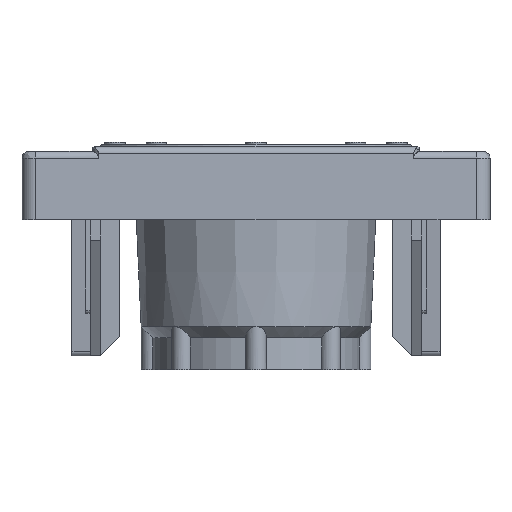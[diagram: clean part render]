
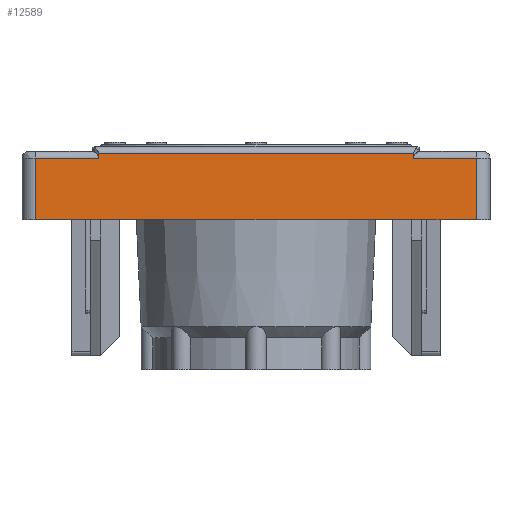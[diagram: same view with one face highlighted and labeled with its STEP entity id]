
A CAD part, front view. The second image highlights one B-rep face of the part: STEP entity #12589.
In plain terms, the highlighted planar face has unit normal (0, -0.999, 0.035).
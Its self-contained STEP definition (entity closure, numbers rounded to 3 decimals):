
#81=ELLIPSE('',#13226,85.961,3.);
#82=ELLIPSE('',#13229,85.961,3.);
#701=PLANE('',#13228);
#1221=FACE_OUTER_BOUND('',#1927,.T.);
#1927=EDGE_LOOP('',(#9488,#9489,#9490,#9491,#9492,#9493,#9494,#9495,#9496,
#9497,#9498,#9499));
#2750=LINE('',#19571,#4069);
#2757=LINE('',#19654,#4076);
#2758=LINE('',#19656,#4077);
#2759=LINE('',#19658,#4078);
#2760=LINE('',#19660,#4079);
#2761=LINE('',#19662,#4080);
#2762=LINE('',#19664,#4081);
#2763=LINE('',#19666,#4082);
#2764=LINE('',#19668,#4083);
#2765=LINE('',#19669,#4084);
#4069=VECTOR('',#14579,10.);
#4076=VECTOR('',#14614,10.);
#4077=VECTOR('',#14615,10.);
#4078=VECTOR('',#14616,10.);
#4079=VECTOR('',#14617,10.);
#4080=VECTOR('',#14618,10.);
#4081=VECTOR('',#14619,10.);
#4082=VECTOR('',#14620,10.);
#4083=VECTOR('',#14621,10.);
#4084=VECTOR('',#14622,10.);
#5636=VERTEX_POINT('',#19569);
#5637=VERTEX_POINT('',#19570);
#5646=VERTEX_POINT('',#19634);
#5648=VERTEX_POINT('',#19651);
#5649=VERTEX_POINT('',#19653);
#5650=VERTEX_POINT('',#19655);
#5651=VERTEX_POINT('',#19657);
#5652=VERTEX_POINT('',#19659);
#5653=VERTEX_POINT('',#19661);
#5654=VERTEX_POINT('',#19663);
#5655=VERTEX_POINT('',#19665);
#5656=VERTEX_POINT('',#19667);
#7039=EDGE_CURVE('',#5636,#5637,#2750,.T.);
#7055=EDGE_CURVE('',#5637,#5646,#81,.T.);
#7058=EDGE_CURVE('',#5648,#5636,#82,.T.);
#7059=EDGE_CURVE('',#5649,#5648,#2757,.T.);
#7060=EDGE_CURVE('',#5650,#5649,#2758,.T.);
#7061=EDGE_CURVE('',#5651,#5650,#2759,.T.);
#7062=EDGE_CURVE('',#5652,#5651,#2760,.T.);
#7063=EDGE_CURVE('',#5652,#5653,#2761,.T.);
#7064=EDGE_CURVE('',#5654,#5653,#2762,.T.);
#7065=EDGE_CURVE('',#5655,#5654,#2763,.T.);
#7066=EDGE_CURVE('',#5656,#5655,#2764,.T.);
#7067=EDGE_CURVE('',#5646,#5656,#2765,.T.);
#9488=ORIENTED_EDGE('',*,*,#7039,.F.);
#9489=ORIENTED_EDGE('',*,*,#7058,.F.);
#9490=ORIENTED_EDGE('',*,*,#7059,.F.);
#9491=ORIENTED_EDGE('',*,*,#7060,.F.);
#9492=ORIENTED_EDGE('',*,*,#7061,.F.);
#9493=ORIENTED_EDGE('',*,*,#7062,.F.);
#9494=ORIENTED_EDGE('',*,*,#7063,.T.);
#9495=ORIENTED_EDGE('',*,*,#7064,.F.);
#9496=ORIENTED_EDGE('',*,*,#7065,.F.);
#9497=ORIENTED_EDGE('',*,*,#7066,.F.);
#9498=ORIENTED_EDGE('',*,*,#7067,.F.);
#9499=ORIENTED_EDGE('',*,*,#7055,.F.);
#12589=ADVANCED_FACE('',(#1221),#701,.T.);
#13226=AXIS2_PLACEMENT_3D('',#19635,#14606,#14607);
#13228=AXIS2_PLACEMENT_3D('',#19650,#14610,#14611);
#13229=AXIS2_PLACEMENT_3D('',#19652,#14612,#14613);
#14579=DIRECTION('',(1.,0.,0.));
#14606=DIRECTION('center_axis',(0.,0.999,
-0.035));
#14607=DIRECTION('ref_axis',(0.,-0.035,-0.999));
#14610=DIRECTION('center_axis',(0.,-0.999,0.035));
#14611=DIRECTION('ref_axis',(0.,-0.035,-0.999));
#14612=DIRECTION('center_axis',(0.,0.999,-0.035));
#14613=DIRECTION('ref_axis',(0.,-0.035,-0.999));
#14614=DIRECTION('',(1.,0.,0.));
#14615=DIRECTION('',(0.,0.035,0.999));
#14616=DIRECTION('',(-1.,0.,0.));
#14617=DIRECTION('',(-1.,0.,0.));
#14618=DIRECTION('',(1.,0.,0.));
#14619=DIRECTION('',(-1.,0.,0.));
#14620=DIRECTION('',(-1.,0.,0.));
#14621=DIRECTION('',(0.,-0.035,-0.999));
#14622=DIRECTION('',(1.,0.,0.));
#19569=CARTESIAN_POINT('',(-34.671,-36.492,2.052));
#19570=CARTESIAN_POINT('',(34.671,-36.492,2.052));
#19571=CARTESIAN_POINT('',(-34.64,-36.492,2.052));
#19634=CARTESIAN_POINT('',(34.617,-36.527,1.052));
#19635=CARTESIAN_POINT('Origin',(33.,-34.,73.409));
#19650=CARTESIAN_POINT('Origin',(-51.5,-37.,-12.5));
#19651=CARTESIAN_POINT('',(-34.617,-36.527,1.052));
#19652=CARTESIAN_POINT('Origin',(-33.,-34.,73.409));
#19653=CARTESIAN_POINT('',(-48.5,-36.527,1.052));
#19654=CARTESIAN_POINT('',(-38.492,-36.527,1.052));
#19655=CARTESIAN_POINT('',(-48.5,-37.,-12.5));
#19656=CARTESIAN_POINT('',(-48.5,-36.752,-5.386));
#19657=CARTESIAN_POINT('',(-36.5,-37.,-12.5));
#19658=CARTESIAN_POINT('',(-25.75,-37.,-12.5));
#19659=CARTESIAN_POINT('',(-34.2,-37.,-12.5));
#19660=CARTESIAN_POINT('',(-25.75,-37.,-12.5));
#19661=CARTESIAN_POINT('',(34.2,-37.,-12.5));
#19662=CARTESIAN_POINT('',(-34.2,-37.,-12.5));
#19663=CARTESIAN_POINT('',(36.5,-37.,-12.5));
#19664=CARTESIAN_POINT('',(25.75,-37.,-12.5));
#19665=CARTESIAN_POINT('',(48.5,-37.,-12.5));
#19666=CARTESIAN_POINT('',(25.75,-37.,-12.5));
#19667=CARTESIAN_POINT('',(48.5,-36.527,1.052));
#19668=CARTESIAN_POINT('',(48.5,-36.752,-5.386));
#19669=CARTESIAN_POINT('',(-13.008,-36.527,1.052));
